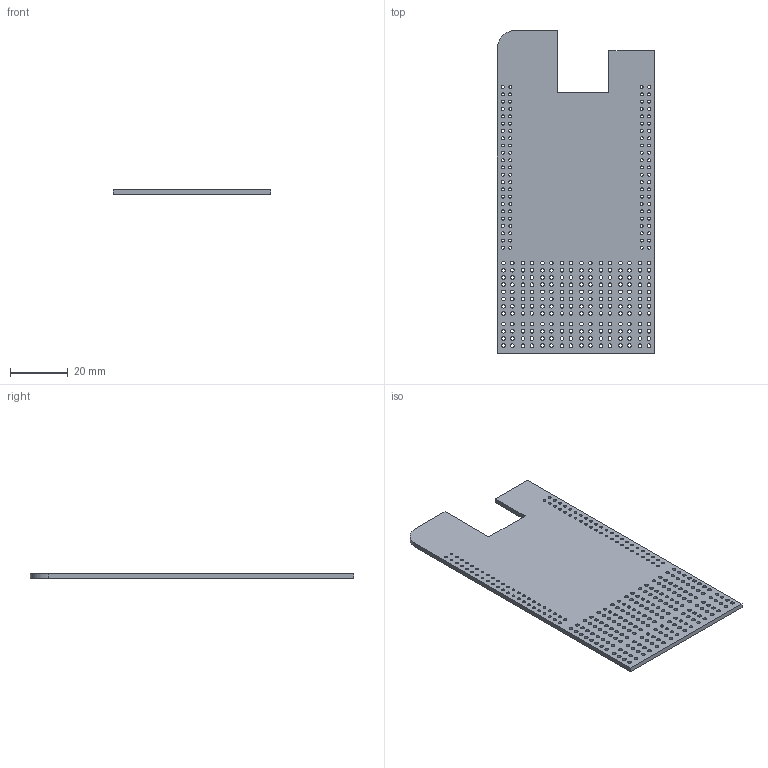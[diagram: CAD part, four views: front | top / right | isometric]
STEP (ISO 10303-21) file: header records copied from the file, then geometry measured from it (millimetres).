
FILE_DESCRIPTION(('FreeCAD Model'),'2;1');
FILE_NAME( 'domcape.step', '2017-05-21T17:23:44',('Author'),(''), 'Open CASCADE STEP processor 6.8','FreeCAD','Unknown');
FILE_SCHEMA(('AUTOMOTIVE_DESIGN_CC2 { 1 2 10303 214 -1 1 5 4 }'));
Length unit declared in the file: millimetre
Products named in the file (1): Pcb
Bounding box: 54.61 x 112.3 x 1.6 mm (x, y, z)
Volume: 8510.8 mm3; surface area: 12891.2 mm2
Topology: 1 solids, 1 shells, 295 faces, 879 edges, 586 vertices
Faces by surface type: cylinder 285, plane 10
Full cylindrical faces by diameter (mm): 1.016 x92, 1.25 x192
Entity records: 24557 total; most frequent: CARTESIAN_POINT 6939, DIRECTION 3229, ORIENTED_EDGE 1758, PCURVE 1758, DEFINITIONAL_REPRESENTATION 1758, LINE 1497, VECTOR 1497, EDGE_CURVE 879
